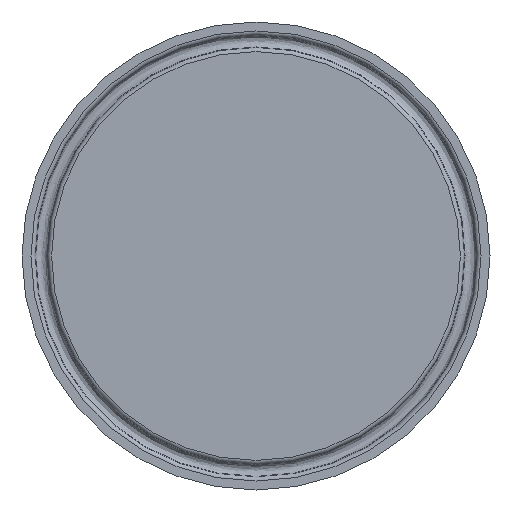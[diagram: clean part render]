
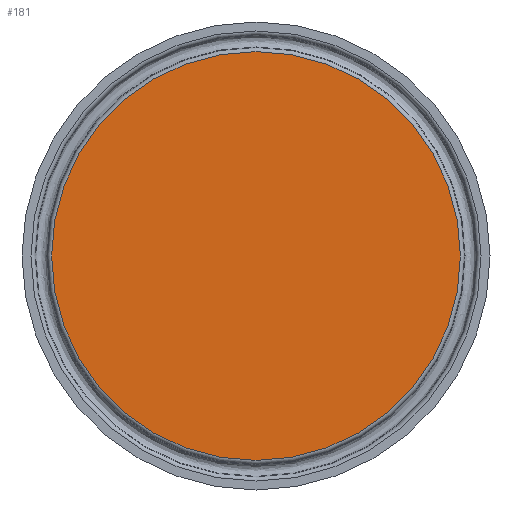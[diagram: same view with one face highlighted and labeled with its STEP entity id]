
A CAD part, left-side view. The second image highlights one B-rep face of the part: STEP entity #181.
In plain terms, the highlighted planar face has unit normal (-1, 0, 0).
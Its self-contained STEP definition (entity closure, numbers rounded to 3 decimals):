
#165=CARTESIAN_POINT('',(0.,19.874,0.0));
#166=DIRECTION('',(-1.0,0.0,0.0));
#167=DIRECTION('',(0.0,0.0,1.0));
#168=AXIS2_PLACEMENT_3D('',#165,#166,#167);
#169=PLANE('',#168);
#170=CARTESIAN_POINT('',(0.,39.747,0.0));
#171=VERTEX_POINT('',#170);
#172=CARTESIAN_POINT('',(0.,0.0,0.0));
#173=DIRECTION('',(1.0,0.0,0.0));
#174=DIRECTION('',(0.0,1.0,0.0));
#175=AXIS2_PLACEMENT_3D('',#172,#173,#174);
#176=CIRCLE('',#175,39.747);
#177=EDGE_CURVE('',#171,#171,#176,.T.);
#178=ORIENTED_EDGE('',*,*,#177,.F.);
#179=EDGE_LOOP('',(#178));
#180=FACE_OUTER_BOUND('',#179,.T.);
#181=ADVANCED_FACE('',(#180),#169,.T.);
